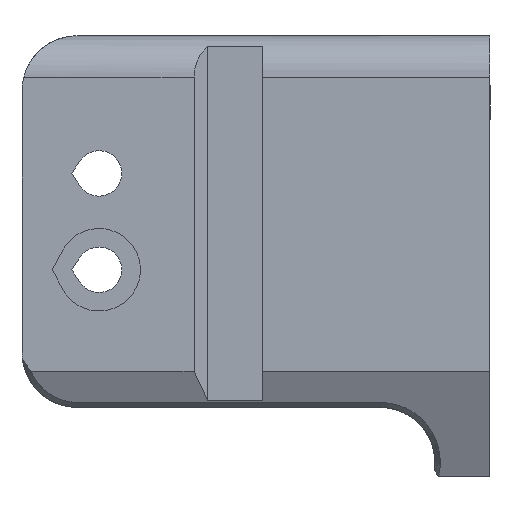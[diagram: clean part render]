
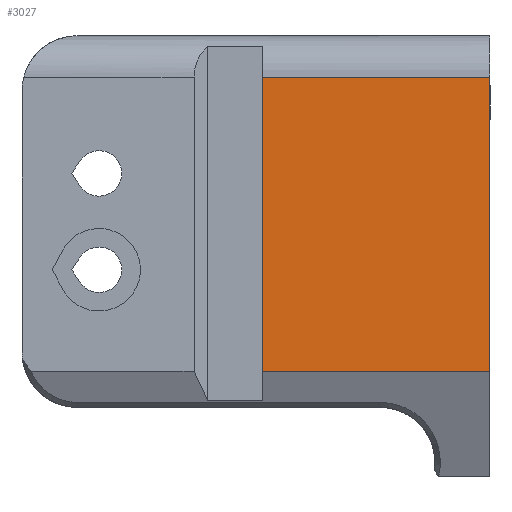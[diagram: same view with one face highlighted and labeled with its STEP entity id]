
A CAD part, front view. The second image highlights one B-rep face of the part: STEP entity #3027.
In plain terms, the highlighted planar face has unit normal (0, -1, 0).
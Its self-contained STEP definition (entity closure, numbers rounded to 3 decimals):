
#84=PLANE('',#3249);
#215=FACE_OUTER_BOUND('',#386,.T.);
#386=EDGE_LOOP('',(#2195,#2196,#2197,#2198));
#676=LINE('',#4919,#922);
#680=LINE('',#4942,#926);
#681=LINE('',#4944,#927);
#682=LINE('',#4945,#928);
#922=VECTOR('',#3668,10.);
#926=VECTOR('',#3678,10.);
#927=VECTOR('',#3679,10.);
#928=VECTOR('',#3680,10.);
#1352=VERTEX_POINT('',#4916);
#1353=VERTEX_POINT('',#4918);
#1359=VERTEX_POINT('',#4941);
#1360=VERTEX_POINT('',#4943);
#1681=EDGE_CURVE('',#1352,#1353,#676,.T.);
#1688=EDGE_CURVE('',#1352,#1359,#680,.T.);
#1689=EDGE_CURVE('',#1359,#1360,#681,.T.);
#1690=EDGE_CURVE('',#1360,#1353,#682,.F.);
#2195=ORIENTED_EDGE('',*,*,#1681,.F.);
#2196=ORIENTED_EDGE('',*,*,#1688,.T.);
#2197=ORIENTED_EDGE('',*,*,#1689,.T.);
#2198=ORIENTED_EDGE('',*,*,#1690,.T.);
#3027=ADVANCED_FACE('',(#215),#84,.T.);
#3249=AXIS2_PLACEMENT_3D('',#4940,#3676,#3677);
#3668=DIRECTION('',(1.,0.,0.));
#3676=DIRECTION('center_axis',(0.,-1.,0.));
#3677=DIRECTION('ref_axis',(1.,0.,0.));
#3678=DIRECTION('',(0.,0.,-1.));
#3679=DIRECTION('',(1.,0.,0.));
#3680=DIRECTION('',(0.,0.,-1.));
#4916=CARTESIAN_POINT('',(-1.,16.,28.));
#4918=CARTESIAN_POINT('',(15.5,16.,28.));
#4919=CARTESIAN_POINT('',(-8.5,16.,28.));
#4940=CARTESIAN_POINT('Origin',(-16.5,16.,0.));
#4941=CARTESIAN_POINT('',(-1.,16.,6.639));
#4942=CARTESIAN_POINT('',(-1.,16.,18.91));
#4943=CARTESIAN_POINT('',(15.5,16.,6.639));
#4944=CARTESIAN_POINT('',(-0.5,16.,6.639));
#4945=CARTESIAN_POINT('',(15.5,16.,0.));
